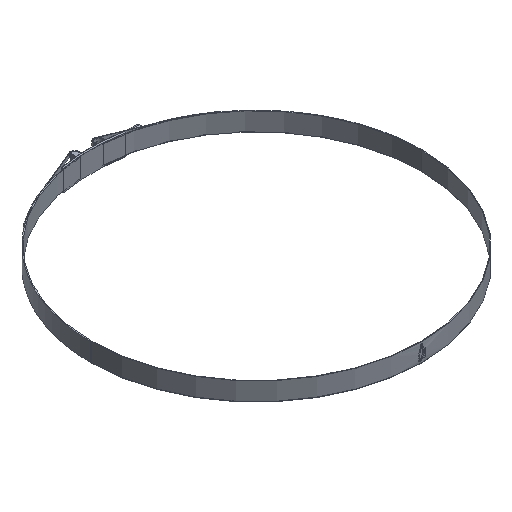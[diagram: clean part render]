
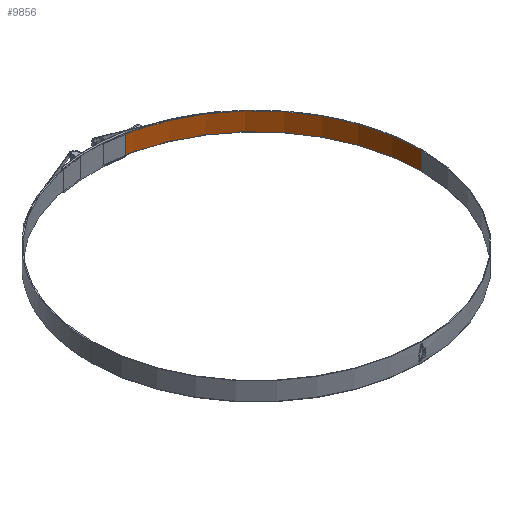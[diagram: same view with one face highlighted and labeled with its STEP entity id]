
A CAD part, isometric view. The second image highlights one B-rep face of the part: STEP entity #9856.
In plain terms, the highlighted cylindrical face has radius 174 mm (diameter 348 mm), a partial arc.
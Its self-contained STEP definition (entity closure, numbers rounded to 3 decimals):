
#56 = CIRCLE ( 'NONE', #1721, 174. ) ;
#257 = VERTEX_POINT ( 'NONE', #10348 ) ;
#585 = CARTESIAN_POINT ( 'NONE',  ( 174., 0., -9.65 ) ) ;
#779 = VECTOR ( 'NONE', #10444, 1000. ) ;
#842 = VERTEX_POINT ( 'NONE', #585 ) ;
#1482 = LINE ( 'NONE', #5957, #779 ) ;
#1721 = AXIS2_PLACEMENT_3D ( 'NONE', #13983, #8424, #9254 ) ;
#1948 = CARTESIAN_POINT ( 'NONE',  ( 12.151, 173.575, 9.65 ) ) ;
#2022 = DIRECTION ( 'NONE',  ( 0., 0., -1. ) ) ;
#2466 = ORIENTED_EDGE ( 'NONE', *, *, #10304, .T. ) ;
#3056 = LINE ( 'NONE', #1948, #5434 ) ;
#3132 = ORIENTED_EDGE ( 'NONE', *, *, #5998, .F. ) ;
#3285 = VERTEX_POINT ( 'NONE', #4550 ) ;
#3957 = DIRECTION ( 'NONE',  ( -1., 0., 0. ) ) ;
#4550 = CARTESIAN_POINT ( 'NONE',  ( 12.151, 173.575, -9.65 ) ) ;
#5434 = VECTOR ( 'NONE', #10907, 1000. ) ;
#5705 = AXIS2_PLACEMENT_3D ( 'NONE', #10618, #13952, #3957 ) ;
#5957 = CARTESIAN_POINT ( 'NONE',  ( 174., 0., 9.65 ) ) ;
#5998 = EDGE_CURVE ( 'NONE', #257, #6617, #10169, .T. ) ;
#6197 = CYLINDRICAL_SURFACE ( 'NONE', #6374, 174. ) ;
#6303 = ORIENTED_EDGE ( 'NONE', *, *, #11113, .F. ) ;
#6374 = AXIS2_PLACEMENT_3D ( 'NONE', #12054, #2022, #14095 ) ;
#6617 = VERTEX_POINT ( 'NONE', #11578 ) ;
#8424 = DIRECTION ( 'NONE',  ( 0., 0., -1. ) ) ;
#9254 = DIRECTION ( 'NONE',  ( -1., 0., 0. ) ) ;
#9856 = ADVANCED_FACE ( 'NONE', ( #10996 ), #6197, .F. ) ;
#10169 = CIRCLE ( 'NONE', #5705, 174. ) ;
#10304 = EDGE_CURVE ( 'NONE', #3285, #842, #56, .T. ) ;
#10348 = CARTESIAN_POINT ( 'NONE',  ( 12.151, 173.575, 9.65 ) ) ;
#10444 = DIRECTION ( 'NONE',  ( 0., 0., -1. ) ) ;
#10618 = CARTESIAN_POINT ( 'NONE',  ( 0., 0., 9.65 ) ) ;
#10907 = DIRECTION ( 'NONE',  ( 0., 0., -1. ) ) ;
#10996 = FACE_OUTER_BOUND ( 'NONE', #12559, .T. ) ;
#11113 = EDGE_CURVE ( 'NONE', #6617, #842, #1482, .T. ) ;
#11578 = CARTESIAN_POINT ( 'NONE',  ( 174., 0., 9.65 ) ) ;
#11938 = EDGE_CURVE ( 'NONE', #257, #3285, #3056, .T. ) ;
#12054 = CARTESIAN_POINT ( 'NONE',  ( 0., 0., 9.65 ) ) ;
#12559 = EDGE_LOOP ( 'NONE', ( #6303, #3132, #12828, #2466 ) ) ;
#12828 = ORIENTED_EDGE ( 'NONE', *, *, #11938, .T. ) ;
#13952 = DIRECTION ( 'NONE',  ( 0., 0., -1. ) ) ;
#13983 = CARTESIAN_POINT ( 'NONE',  ( 0., 0., -9.65 ) ) ;
#14095 = DIRECTION ( 'NONE',  ( -1., 0., 0. ) ) ;
